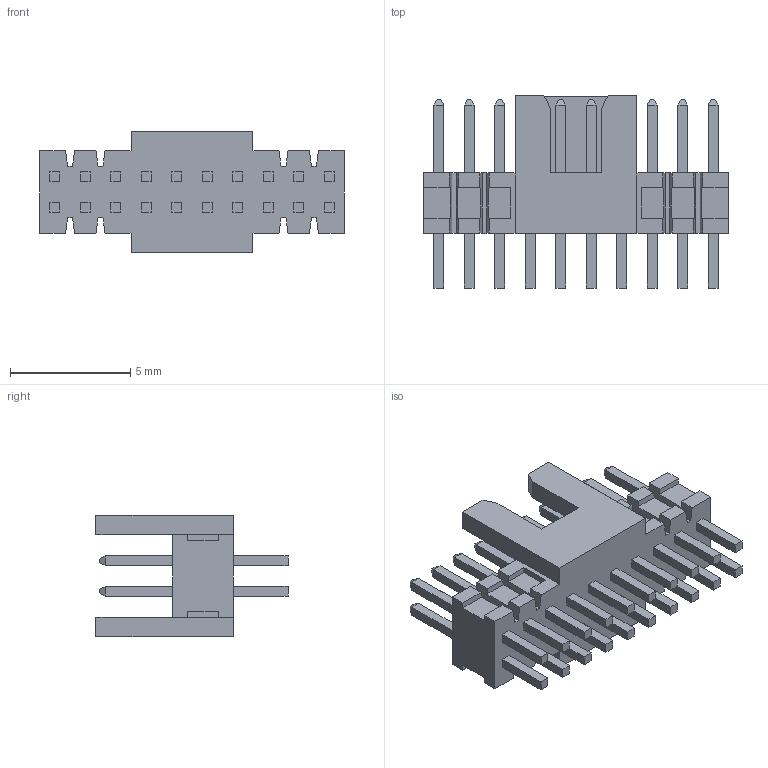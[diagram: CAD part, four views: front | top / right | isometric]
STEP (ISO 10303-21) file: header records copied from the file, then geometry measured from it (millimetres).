
FILE_DESCRIPTION (( 'STEP AP203' ), '1' );
FILE_NAME ('FTSH-110-01-X-D-K.step', '2013-04-18T19:22:14', ( 'Test' ), ( 'SAMTEC' ), 'SwSTEP 2.0', 'SolidWorks 2012', '' );
FILE_SCHEMA (( 'CONFIG_CONTROL_DESIGN' ));
Length unit declared in the file: inch
Products named in the file (1): FTSH-110-01-X-D-K
Bounding box: 12.7 x 8 x 5.08 mm (x, y, z)
Volume: 161.4 mm3; surface area: 449.3 mm2
Topology: 1 solids, 1 shells, 384 faces, 942 edges, 600 vertices
Faces by surface type: plane 384
Entity records: 11033 total; most frequent: CARTESIAN_POINT 1927, ORIENTED_EDGE 1884, DIRECTION 1712, EDGE_CURVE 942, LINE 942, VECTOR 942, VERTEX_POINT 600, EDGE_LOOP 424
